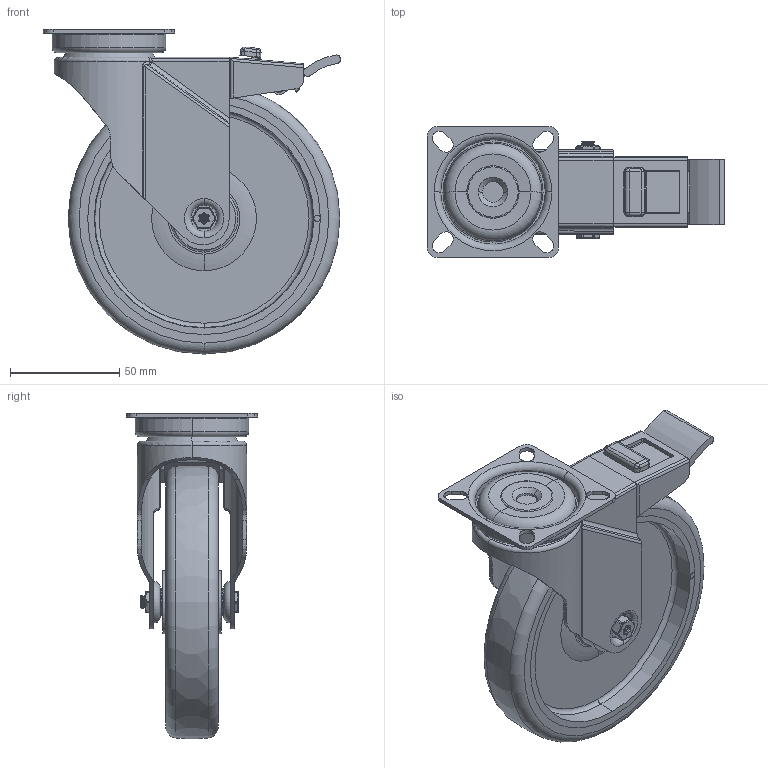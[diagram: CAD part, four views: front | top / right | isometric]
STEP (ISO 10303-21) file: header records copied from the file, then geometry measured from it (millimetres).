
FILE_DESCRIPTION(('STEP AP203'),'1');
FILE_NAME('BZRA125GRECBJSWB.STEP','2023-05-16T11:48:17',(' '),(' '),'Spatial InterOp 3D',' ',' ');
FILE_SCHEMA(('CONFIG_CONTROL_DESIGN'));
Length unit declared in the file: metre
Products named in the file (26): BZRA125ASSWB; ZINC PLATED PRESSED STEEL TOP PLATE; ZINC PLATED PRESSED STEEL FORKS; ZINC PLATED PRESSED STEEL BRAKE; NYLON BRAKE PEDAL; BRAKE PAD; BZRA125GRECBJSWB; BZL125WGRECBJM8; 85 SHORE A ELECTRICALLY CONDUCTIVE RUBBER TYRE; NYLON RIM; NYLON RIM Geometry; SPOT; BEARING608-ZB; METAL; INSIDE; OUTTER; Pattern; Component4; TUBEM8X30; ZINC PLATED AXLE TUBE; BOLTBZRA6MM; ZINC PLATED AXLE BOLT; NM6GR8HALFGR8; ZINC PLATED LOCKING NUT
Assembly tree (41 placements, depth 5):
  BZRA125GRECBJSWB
    BZRA125ASSWB
      ZINC PLATED PRESSED STEEL TOP PLATE
      ZINC PLATED PRESSED STEEL FORKS
      ZINC PLATED PRESSED STEEL BRAKE
      NYLON BRAKE PEDAL
      BRAKE PAD
    BZL125WGRECBJM8
      85 SHORE A ELECTRICALLY CONDUCTIVE RUBBER TYRE
      NYLON RIM
        NYLON RIM Geometry
        SPOT
      BEARING608-ZB
        METAL
        INSIDE
        OUTTER
        Pattern
          Component4  x7
      BEARING608-ZB
        METAL
        INSIDE
        OUTTER
        Pattern
          Component4  x7
    TUBEM8X30
      ZINC PLATED AXLE TUBE
    BOLTBZRA6MM
      ZINC PLATED AXLE BOLT
    NM6GR8HALFGR8
      ZINC PLATED LOCKING NUT
Bounding box: 136 x 60 x 148.96 mm (x, y, z)
Volume: 204784.7 mm3; surface area: 116879.6 mm2
Topology: 33 solids, 33 shells, 845 faces, 2141 edges, 1313 vertices
Faces by surface type: cylinder 330, plane 268, torus 128, bspline 41, cone 40, sphere 38
Entity records: 46331 total; most frequent: CARTESIAN_POINT 26140, DIRECTION 4150, ORIENTED_EDGE 3878, EDGE_CURVE 1939, AXIS2_PLACEMENT_3D 1640, VERTEX_POINT 1227, LINE 870, VECTOR 870
